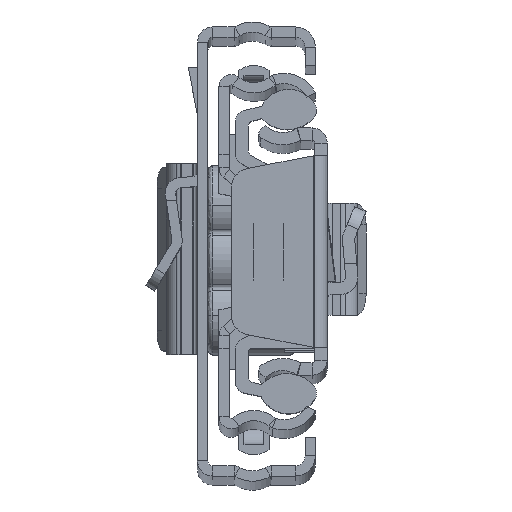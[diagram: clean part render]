
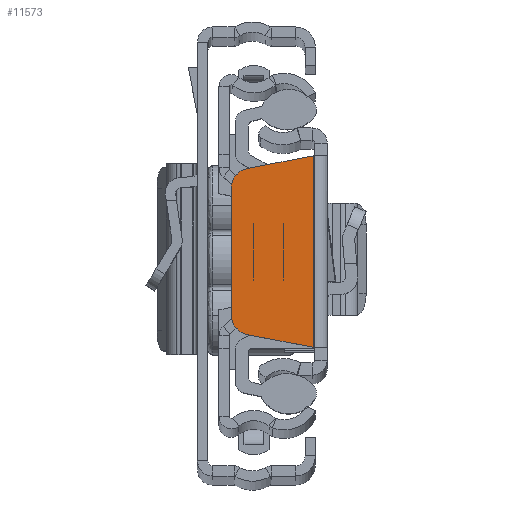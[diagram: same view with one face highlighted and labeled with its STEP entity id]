
A CAD part, top view. The second image highlights one B-rep face of the part: STEP entity #11573.
In plain terms, the highlighted planar face has unit normal (0, 0, 1).
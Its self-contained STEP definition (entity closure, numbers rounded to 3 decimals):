
#77 = CARTESIAN_POINT ( 'NONE',  ( -1.786, -9.298, 0. ) ) ;
#105 = ORIENTED_EDGE ( 'NONE', *, *, #12732, .T. ) ;
#899 = VERTEX_POINT ( 'NONE', #6755 ) ;
#1608 = LINE ( 'NONE', #77, #2026 ) ;
#1930 = DIRECTION ( 'NONE',  ( 0.982, -0.189, 0. ) ) ;
#2026 = VECTOR ( 'NONE', #1930, 1000. ) ;
#2663 = EDGE_CURVE ( 'NONE', #15316, #21482, #3989, .T. ) ;
#2757 = LINE ( 'NONE', #9370, #18360 ) ;
#3142 = CARTESIAN_POINT ( 'NONE',  ( -1.36, -9.379, 0. ) ) ;
#3397 = AXIS2_PLACEMENT_3D ( 'NONE', #13262, #6327, #9793 ) ;
#3989 = CIRCLE ( 'NONE', #9876, 2. ) ;
#4109 = AXIS2_PLACEMENT_3D ( 'NONE', #8300, #15254, #20056 ) ;
#4605 = CARTESIAN_POINT ( 'NONE',  ( -7.778, 8.147, 0. ) ) ;
#5056 = VERTEX_POINT ( 'NONE', #4605 ) ;
#5510 = VERTEX_POINT ( 'NONE', #20446 ) ;
#6327 = DIRECTION ( 'NONE',  ( 0., 0., -1. ) ) ;
#6755 = CARTESIAN_POINT ( 'NONE',  ( -9.401, 6.183, 0. ) ) ;
#6814 = EDGE_CURVE ( 'NONE', #21482, #5510, #1608, .T. ) ;
#8257 = EDGE_CURVE ( 'NONE', #5056, #899, #8952, .T. ) ;
#8300 = CARTESIAN_POINT ( 'NONE',  ( -7.401, 6.183, 0. ) ) ;
#8952 = CIRCLE ( 'NONE', #4109, 2. ) ;
#9370 = CARTESIAN_POINT ( 'NONE',  ( -9.401, 0., 0. ) ) ;
#9458 = DIRECTION ( 'NONE',  ( -1., 0., 0. ) ) ;
#9793 = DIRECTION ( 'NONE',  ( -1., 0., 0. ) ) ;
#9876 = AXIS2_PLACEMENT_3D ( 'NONE', #16312, #11320, #9458 ) ;
#10011 = FACE_OUTER_BOUND ( 'NONE', #16779, .T. ) ;
#11320 = DIRECTION ( 'NONE',  ( 0., 0., 1. ) ) ;
#11377 = ORIENTED_EDGE ( 'NONE', *, *, #6814, .T. ) ;
#11573 = ADVANCED_FACE ( 'NONE', ( #10011 ), #19702, .F. ) ;
#11985 = ORIENTED_EDGE ( 'NONE', *, *, #14329, .F. ) ;
#12732 = EDGE_CURVE ( 'NONE', #899, #15316, #2757, .T. ) ;
#13218 = DIRECTION ( 'NONE',  ( 0., -1., 0. ) ) ;
#13262 = CARTESIAN_POINT ( 'NONE',  ( 0., 0., 0. ) ) ;
#14321 = VECTOR ( 'NONE', #13218, 1000. ) ;
#14329 = EDGE_CURVE ( 'NONE', #16510, #5510, #16376, .T. ) ;
#14772 = LINE ( 'NONE', #19789, #17784 ) ;
#15202 = DIRECTION ( 'NONE',  ( -0.982, -0.189, 0. ) ) ;
#15254 = DIRECTION ( 'NONE',  ( 0., 0., 1. ) ) ;
#15316 = VERTEX_POINT ( 'NONE', #20695 ) ;
#16005 = DIRECTION ( 'NONE',  ( 0., -1., 0. ) ) ;
#16120 = ORIENTED_EDGE ( 'NONE', *, *, #8257, .T. ) ;
#16312 = CARTESIAN_POINT ( 'NONE',  ( -7.401, -6.183, 0. ) ) ;
#16376 = LINE ( 'NONE', #3142, #14321 ) ;
#16510 = VERTEX_POINT ( 'NONE', #18603 ) ;
#16779 = EDGE_LOOP ( 'NONE', ( #105, #20790, #11377, #11985, #19054, #16120 ) ) ;
#17688 = EDGE_CURVE ( 'NONE', #16510, #5056, #14772, .T. ) ;
#17784 = VECTOR ( 'NONE', #15202, 1000. ) ;
#18360 = VECTOR ( 'NONE', #16005, 1000. ) ;
#18603 = CARTESIAN_POINT ( 'NONE',  ( -1.36, 9.379, 0. ) ) ;
#19054 = ORIENTED_EDGE ( 'NONE', *, *, #17688, .T. ) ;
#19702 = PLANE ( 'NONE',  #3397 ) ;
#19789 = CARTESIAN_POINT ( 'NONE',  ( -1.786, 9.298, 0. ) ) ;
#20056 = DIRECTION ( 'NONE',  ( -1., 0., 0. ) ) ;
#20446 = CARTESIAN_POINT ( 'NONE',  ( -1.36, -9.379, 0. ) ) ;
#20695 = CARTESIAN_POINT ( 'NONE',  ( -9.401, -6.183, 0. ) ) ;
#20790 = ORIENTED_EDGE ( 'NONE', *, *, #2663, .T. ) ;
#20812 = CARTESIAN_POINT ( 'NONE',  ( -7.778, -8.147, 0. ) ) ;
#21482 = VERTEX_POINT ( 'NONE', #20812 ) ;
